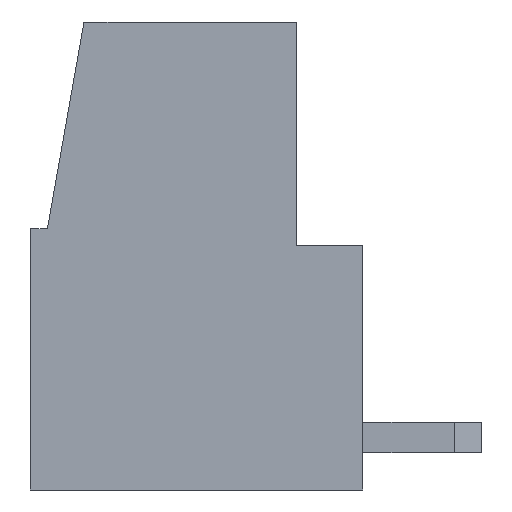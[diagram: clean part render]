
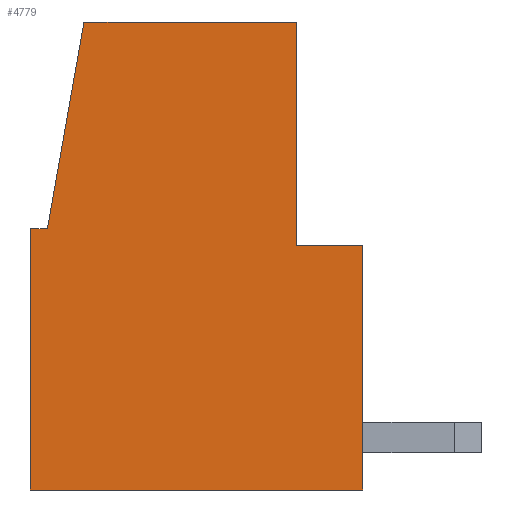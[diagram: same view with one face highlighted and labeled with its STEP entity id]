
A CAD part, left-side view. The second image highlights one B-rep face of the part: STEP entity #4779.
In plain terms, the highlighted planar face has unit normal (-1, 0, 0).
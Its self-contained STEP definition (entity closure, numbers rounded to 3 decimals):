
#135=ORIENTED_EDGE('',*,*,#1093,.T.);
#136=ORIENTED_EDGE('',*,*,#1117,.F.);
#137=ORIENTED_EDGE('',*,*,#1118,.T.);
#138=ORIENTED_EDGE('',*,*,#1119,.F.);
#139=ORIENTED_EDGE('',*,*,#1108,.F.);
#140=ORIENTED_EDGE('',*,*,#1116,.F.);
#141=ORIENTED_EDGE('',*,*,#1113,.F.);
#142=ORIENTED_EDGE('',*,*,#1120,.F.);
#1093=EDGE_CURVE('',#1589,#1588,#1921,.T.);
#1108=EDGE_CURVE('',#1599,#1600,#1932,.T.);
#1113=EDGE_CURVE('',#1604,#1605,#1937,.T.);
#1116=EDGE_CURVE('',#1605,#1599,#1940,.T.);
#1117=EDGE_CURVE('',#1606,#1588,#1941,.T.);
#1118=EDGE_CURVE('',#1606,#1607,#1942,.T.);
#1119=EDGE_CURVE('',#1600,#1607,#1943,.T.);
#1120=EDGE_CURVE('',#1589,#1604,#1944,.T.);
#1588=VERTEX_POINT('',#6148);
#1589=VERTEX_POINT('',#6150);
#1599=VERTEX_POINT('',#6179);
#1600=VERTEX_POINT('',#6181);
#1604=VERTEX_POINT('',#6190);
#1605=VERTEX_POINT('',#6192);
#1606=VERTEX_POINT('',#6199);
#1607=VERTEX_POINT('',#6201);
#1921=LINE('',#6149,#2391);
#1932=LINE('',#6180,#2402);
#1937=LINE('',#6191,#2407);
#1940=LINE('',#6196,#2410);
#1941=LINE('',#6198,#2411);
#1942=LINE('',#6200,#2412);
#1943=LINE('',#6202,#2413);
#1944=LINE('',#6203,#2414);
#2391=VECTOR('',#5226,1000.);
#2402=VECTOR('',#5255,1000.);
#2407=VECTOR('',#5262,1000.);
#2410=VECTOR('',#5267,1000.);
#2411=VECTOR('',#5270,1000.);
#2412=VECTOR('',#5271,1000.);
#2413=VECTOR('',#5272,1000.);
#2414=VECTOR('',#5273,1000.);
#2855=EDGE_LOOP('',(#135,#136,#137,#138,#139,#140,#141,#142));
#3065=FACE_BOUND('',#2855,.T.);
#3274=PLANE('',#4987);
#4779=ADVANCED_FACE('F0',(#3065),#3274,.T.);
#4987=AXIS2_PLACEMENT_3D('',#6197,#5268,#5269);
#5226=DIRECTION('',(0.,-1.,0.));
#5255=DIRECTION('',(0.,-1.,0.));
#5262=DIRECTION('',(0.,-1.,0.));
#5267=DIRECTION('',(0.,-0.174,0.985));
#5268=DIRECTION('',(-1.,0.,0.));
#5269=DIRECTION('',(0.,1.,0.));
#5270=DIRECTION('',(0.,0.,-1.));
#5271=DIRECTION('',(0.,1.,0.));
#5272=DIRECTION('',(0.,0.,-1.));
#5273=DIRECTION('',(0.,0.,1.));
#6148=CARTESIAN_POINT('',(-2.54,-9.8,0.));
#6149=CARTESIAN_POINT('',(-2.54,0.,0.));
#6150=CARTESIAN_POINT('',(-2.54,0.,0.));
#6179=CARTESIAN_POINT('',(-2.54,-1.576,13.8));
#6180=CARTESIAN_POINT('',(-2.54,0.,13.8));
#6181=CARTESIAN_POINT('',(-2.54,-7.85,13.8));
#6190=CARTESIAN_POINT('',(-2.54,0.,7.7));
#6191=CARTESIAN_POINT('',(-2.54,0.,7.7));
#6192=CARTESIAN_POINT('',(-2.54,-0.5,7.7));
#6196=CARTESIAN_POINT('',(-2.54,2.885,-11.5));
#6197=CARTESIAN_POINT('',(-2.54,0.,0.));
#6198=CARTESIAN_POINT('',(-2.54,-9.8,-11.5));
#6199=CARTESIAN_POINT('',(-2.54,-9.8,7.2));
#6200=CARTESIAN_POINT('',(-2.54,0.,7.2));
#6201=CARTESIAN_POINT('',(-2.54,-7.85,7.2));
#6202=CARTESIAN_POINT('',(-2.54,-7.85,-11.5));
#6203=CARTESIAN_POINT('',(-2.54,0.,-11.5));
